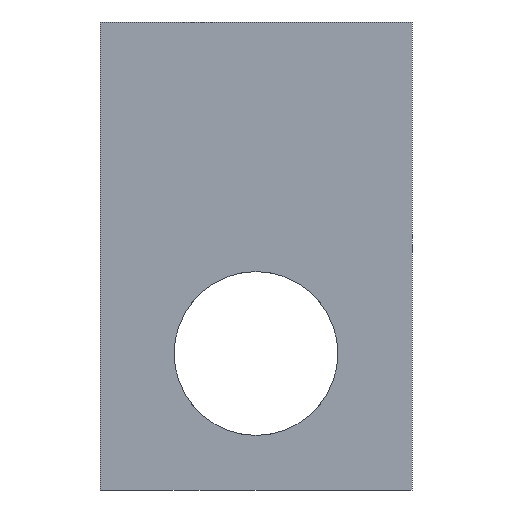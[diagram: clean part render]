
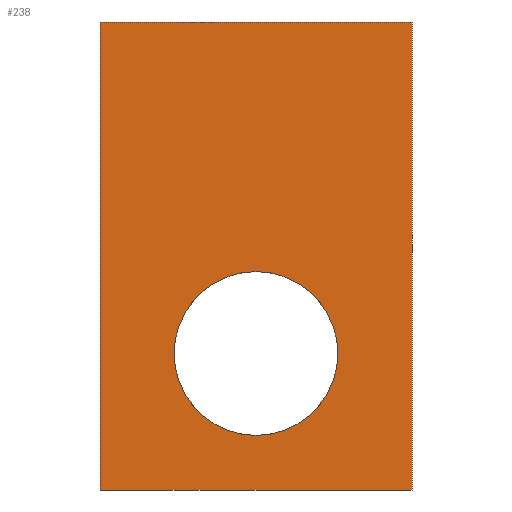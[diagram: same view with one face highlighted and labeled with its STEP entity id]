
A CAD part, front view. The second image highlights one B-rep face of the part: STEP entity #238.
In plain terms, the highlighted planar face has unit normal (0, -1, 0).
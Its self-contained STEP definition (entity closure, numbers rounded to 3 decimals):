
#2 = CARTESIAN_POINT ( 'NONE',  ( 0., 0., -6.4 ) ) ;
#5 = CIRCLE ( 'NONE', #138, 2.1 ) ;
#9 = CARTESIAN_POINT ( 'NONE',  ( 4., 0., -12. ) ) ;
#44 = VERTEX_POINT ( 'NONE', #604 ) ;
#57 = EDGE_LOOP ( 'NONE', ( #441, #631 ) ) ;
#71 = DIRECTION ( 'NONE',  ( 0., 1., 0. ) ) ;
#75 = DIRECTION ( 'NONE',  ( 0., 0., 1. ) ) ;
#79 = DIRECTION ( 'NONE',  ( 0., 0., -1. ) ) ;
#83 = CARTESIAN_POINT ( 'NONE',  ( 0., 0., -8.5 ) ) ;
#104 = EDGE_CURVE ( 'NONE', #256, #557, #113, .T. ) ;
#113 = LINE ( 'NONE', #435, #317 ) ;
#119 = DIRECTION ( 'NONE',  ( 0., 0., 1. ) ) ;
#123 = DIRECTION ( 'NONE',  ( 1., 0., 0. ) ) ;
#125 = EDGE_LOOP ( 'NONE', ( #593, #279, #501, #242 ) ) ;
#129 = DIRECTION ( 'NONE',  ( 0., 1., 0. ) ) ;
#138 = AXIS2_PLACEMENT_3D ( 'NONE', #556, #71, #119 ) ;
#139 = CIRCLE ( 'NONE', #509, 2.1 ) ;
#146 = CARTESIAN_POINT ( 'NONE',  ( 4., 0., 0. ) ) ;
#171 = EDGE_CURVE ( 'NONE', #44, #453, #5, .T. ) ;
#178 = CARTESIAN_POINT ( 'NONE',  ( -4., 0., 0. ) ) ;
#196 = EDGE_CURVE ( 'NONE', #577, #256, #574, .T. ) ;
#216 = FACE_OUTER_BOUND ( 'NONE', #125, .T. ) ;
#227 = EDGE_CURVE ( 'NONE', #453, #44, #139, .T. ) ;
#231 = DIRECTION ( 'NONE',  ( 1., 0., 0. ) ) ;
#238 = ADVANCED_FACE ( 'NONE', ( #615, #216 ), #433, .T. ) ;
#242 = ORIENTED_EDGE ( 'NONE', *, *, #498, .T. ) ;
#252 = CARTESIAN_POINT ( 'NONE',  ( -4., 0., -12. ) ) ;
#256 = VERTEX_POINT ( 'NONE', #178 ) ;
#278 = VECTOR ( 'NONE', #75, 1000. ) ;
#279 = ORIENTED_EDGE ( 'NONE', *, *, #196, .F. ) ;
#285 = DIRECTION ( 'NONE',  ( 0., -1., 0. ) ) ;
#293 = LINE ( 'NONE', #542, #413 ) ;
#317 = VECTOR ( 'NONE', #123, 1000. ) ;
#321 = VECTOR ( 'NONE', #231, 1000. ) ;
#347 = EDGE_CURVE ( 'NONE', #577, #456, #547, .T. ) ;
#369 = AXIS2_PLACEMENT_3D ( 'NONE', #489, #285, #79 ) ;
#381 = CARTESIAN_POINT ( 'NONE',  ( -4., 0., -12. ) ) ;
#413 = VECTOR ( 'NONE', #534, 1000. ) ;
#433 = PLANE ( 'NONE',  #369 ) ;
#435 = CARTESIAN_POINT ( 'NONE',  ( 0., 0., 0. ) ) ;
#441 = ORIENTED_EDGE ( 'NONE', *, *, #227, .T. ) ;
#452 = CARTESIAN_POINT ( 'NONE',  ( 0., 0., -12. ) ) ;
#453 = VERTEX_POINT ( 'NONE', #2 ) ;
#455 = DIRECTION ( 'NONE',  ( 0., 0., 1. ) ) ;
#456 = VERTEX_POINT ( 'NONE', #9 ) ;
#489 = CARTESIAN_POINT ( 'NONE',  ( 0., 0., -12. ) ) ;
#498 = EDGE_CURVE ( 'NONE', #456, #557, #293, .T. ) ;
#501 = ORIENTED_EDGE ( 'NONE', *, *, #347, .T. ) ;
#509 = AXIS2_PLACEMENT_3D ( 'NONE', #83, #129, #455 ) ;
#534 = DIRECTION ( 'NONE',  ( 0., 0., 1. ) ) ;
#542 = CARTESIAN_POINT ( 'NONE',  ( 4., 0., -12. ) ) ;
#547 = LINE ( 'NONE', #452, #321 ) ;
#556 = CARTESIAN_POINT ( 'NONE',  ( 0., 0., -8.5 ) ) ;
#557 = VERTEX_POINT ( 'NONE', #146 ) ;
#574 = LINE ( 'NONE', #381, #278 ) ;
#577 = VERTEX_POINT ( 'NONE', #252 ) ;
#593 = ORIENTED_EDGE ( 'NONE', *, *, #104, .F. ) ;
#604 = CARTESIAN_POINT ( 'NONE',  ( 0., 0., -10.6 ) ) ;
#615 = FACE_BOUND ( 'NONE', #57, .T. ) ;
#631 = ORIENTED_EDGE ( 'NONE', *, *, #171, .T. ) ;
